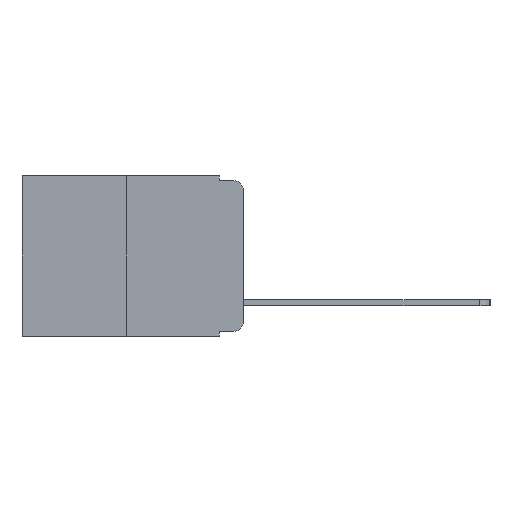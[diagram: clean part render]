
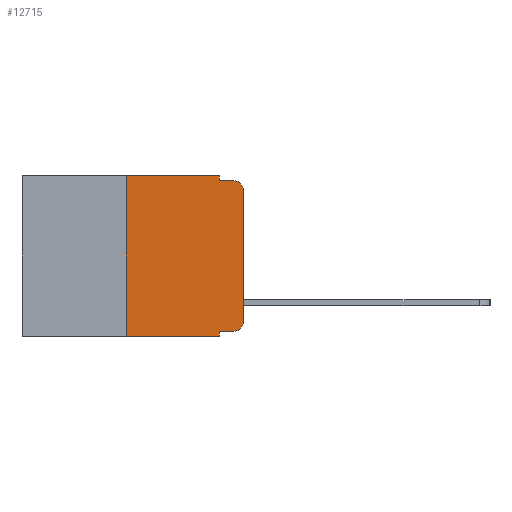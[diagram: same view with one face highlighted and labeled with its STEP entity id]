
A CAD part, left-side view. The second image highlights one B-rep face of the part: STEP entity #12715.
In plain terms, the highlighted planar face has unit normal (-1, 0, 0).
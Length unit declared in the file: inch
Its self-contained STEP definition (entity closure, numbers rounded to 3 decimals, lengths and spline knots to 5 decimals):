
#184 = CIRCLE ( 'NONE', #18604, 0.02 ) ;
#192 = ORIENTED_EDGE ( 'NONE', *, *, #21215, .F. ) ;
#217 = CARTESIAN_POINT ( 'NONE',  ( 0., 0., -0.03 ) ) ;
#409 = ORIENTED_EDGE ( 'NONE', *, *, #10762, .F. ) ;
#429 = CARTESIAN_POINT ( 'NONE',  ( 0., 0.051, -0.333 ) ) ;
#479 = ORIENTED_EDGE ( 'NONE', *, *, #8973, .F. ) ;
#658 = ORIENTED_EDGE ( 'NONE', *, *, #21129, .F. ) ;
#903 = ORIENTED_EDGE ( 'NONE', *, *, #12880, .T. ) ;
#1069 = ORIENTED_EDGE ( 'NONE', *, *, #9548, .F. ) ;
#1185 = ORIENTED_EDGE ( 'NONE', *, *, #18664, .T. ) ;
#1221 = VECTOR ( 'NONE', #7825, 39.37008 ) ;
#1226 = ORIENTED_EDGE ( 'NONE', *, *, #8006, .T. ) ;
#1586 = CARTESIAN_POINT ( 'NONE',  ( 0., 0.473, 0. ) ) ;
#1746 = CARTESIAN_POINT ( 'NONE',  ( 0., 0.473, 0. ) ) ;
#1979 = DIRECTION ( 'NONE',  ( 0., -1., 0. ) ) ;
#2222 = DIRECTION ( 'NONE',  ( 0., -1., 0. ) ) ;
#2315 = VERTEX_POINT ( 'NONE', #4444 ) ;
#2327 = CARTESIAN_POINT ( 'NONE',  ( 0., 0.25, 0. ) ) ;
#2549 = CARTESIAN_POINT ( 'NONE',  ( 0., 0.051, -0.01 ) ) ;
#2603 = CARTESIAN_POINT ( 'NONE',  ( 0., 0.051, -0.01 ) ) ;
#2722 = VERTEX_POINT ( 'NONE', #217 ) ;
#3075 = VERTEX_POINT ( 'NONE', #5193 ) ;
#3404 = DIRECTION ( 'NONE',  ( 0., 0., -1. ) ) ;
#3546 = VECTOR ( 'NONE', #11044, 39.37008 ) ;
#3744 = VECTOR ( 'NONE', #13471, 39.37008 ) ;
#3776 = VERTEX_POINT ( 'NONE', #13983 ) ;
#4008 = AXIS2_PLACEMENT_3D ( 'NONE', #1586, #13569, #3404 ) ;
#4034 = CARTESIAN_POINT ( 'NONE',  ( 0., 0.25, 0. ) ) ;
#4098 = CARTESIAN_POINT ( 'NONE',  ( 0., 0.02, -0.01 ) ) ;
#4259 = EDGE_LOOP ( 'NONE', ( #9971, #14344, #192, #409, #479, #658, #903, #1069, #1185, #1226 ) ) ;
#4444 = CARTESIAN_POINT ( 'NONE',  ( 0., 0.051, -0.343 ) ) ;
#4517 = CARTESIAN_POINT ( 'NONE',  ( 0., 0.02, -0.03 ) ) ;
#5193 = CARTESIAN_POINT ( 'NONE',  ( 0., 0.051, -0.333 ) ) ;
#5338 = LINE ( 'NONE', #18826, #9878 ) ;
#5528 = VECTOR ( 'NONE', #2222, 39.37008 ) ;
#5953 = LINE ( 'NONE', #2549, #1221 ) ;
#6076 = LINE ( 'NONE', #429, #5528 ) ;
#6109 = DIRECTION ( 'NONE',  ( -1., 0., 0. ) ) ;
#6179 = CARTESIAN_POINT ( 'NONE',  ( 0., 0.051, 0. ) ) ;
#6272 = DIRECTION ( 'NONE',  ( 0., 0., -1. ) ) ;
#7223 = CARTESIAN_POINT ( 'NONE',  ( 0., 0.02, -0.333 ) ) ;
#7825 = DIRECTION ( 'NONE',  ( 0., -1., 0. ) ) ;
#8006 = EDGE_CURVE ( 'NONE', #12844, #3776, #184, .T. ) ;
#8082 = VECTOR ( 'NONE', #18903, 39.37008 ) ;
#8693 = VECTOR ( 'NONE', #19900, 39.37008 ) ;
#8973 = EDGE_CURVE ( 'NONE', #14175, #15717, #21451, .T. ) ;
#9251 = DIRECTION ( 'NONE',  ( 0., 0., -1. ) ) ;
#9548 = EDGE_CURVE ( 'NONE', #3075, #2315, #16984, .T. ) ;
#9878 = VECTOR ( 'NONE', #9251, 39.37008 ) ;
#9971 = ORIENTED_EDGE ( 'NONE', *, *, #15051, .T. ) ;
#10167 = VERTEX_POINT ( 'NONE', #12135 ) ;
#10762 = EDGE_CURVE ( 'NONE', #15717, #14528, #5338, .T. ) ;
#11044 = DIRECTION ( 'NONE',  ( 0., 0., 1. ) ) ;
#11850 = CARTESIAN_POINT ( 'NONE',  ( 0., 0.051, 0. ) ) ;
#11946 = PLANE ( 'NONE',  #4008 ) ;
#12135 = CARTESIAN_POINT ( 'NONE',  ( 0., 0.25, -0.343 ) ) ;
#12628 = LINE ( 'NONE', #17366, #3546 ) ;
#12715 = ADVANCED_FACE ( 'NONE', ( #20812 ), #11946, .F. ) ;
#12844 = VERTEX_POINT ( 'NONE', #7223 ) ;
#12880 = EDGE_CURVE ( 'NONE', #10167, #2315, #18345, .T. ) ;
#13471 = DIRECTION ( 'NONE',  ( 0., 0., -1. ) ) ;
#13569 = DIRECTION ( 'NONE',  ( 1., 0., 0. ) ) ;
#13742 = EDGE_CURVE ( 'NONE', #2722, #16954, #18311, .T. ) ;
#13983 = CARTESIAN_POINT ( 'NONE',  ( 0., 0., -0.313 ) ) ;
#14072 = AXIS2_PLACEMENT_3D ( 'NONE', #4517, #16138, #6272 ) ;
#14175 = VERTEX_POINT ( 'NONE', #4034 ) ;
#14344 = ORIENTED_EDGE ( 'NONE', *, *, #13742, .T. ) ;
#14528 = VERTEX_POINT ( 'NONE', #2603 ) ;
#15051 = EDGE_CURVE ( 'NONE', #3776, #2722, #12628, .T. ) ;
#15515 = CARTESIAN_POINT ( 'NONE',  ( 0., 0.473, -0.343 ) ) ;
#15717 = VERTEX_POINT ( 'NONE', #6179 ) ;
#15983 = CARTESIAN_POINT ( 'NONE',  ( 0., 0.02, -0.313 ) ) ;
#16138 = DIRECTION ( 'NONE',  ( -1., 0., 0. ) ) ;
#16259 = LINE ( 'NONE', #2327, #8082 ) ;
#16954 = VERTEX_POINT ( 'NONE', #4098 ) ;
#16984 = LINE ( 'NONE', #11850, #3744 ) ;
#17366 = CARTESIAN_POINT ( 'NONE',  ( 0., 0., 0. ) ) ;
#17532 = DIRECTION ( 'NONE',  ( 0., 0., -1. ) ) ;
#17857 = VECTOR ( 'NONE', #1979, 39.37008 ) ;
#18311 = CIRCLE ( 'NONE', #14072, 0.02 ) ;
#18345 = LINE ( 'NONE', #15515, #17857 ) ;
#18604 = AXIS2_PLACEMENT_3D ( 'NONE', #15983, #6109, #17532 ) ;
#18664 = EDGE_CURVE ( 'NONE', #3075, #12844, #6076, .T. ) ;
#18826 = CARTESIAN_POINT ( 'NONE',  ( 0., 0.051, 0. ) ) ;
#18903 = DIRECTION ( 'NONE',  ( 0., 0., 1. ) ) ;
#19900 = DIRECTION ( 'NONE',  ( 0., -1., 0. ) ) ;
#20812 = FACE_OUTER_BOUND ( 'NONE', #4259, .T. ) ;
#21129 = EDGE_CURVE ( 'NONE', #10167, #14175, #16259, .T. ) ;
#21215 = EDGE_CURVE ( 'NONE', #14528, #16954, #5953, .T. ) ;
#21451 = LINE ( 'NONE', #1746, #8693 ) ;
